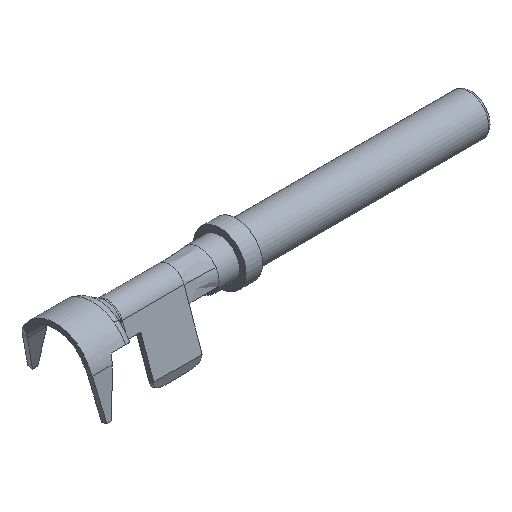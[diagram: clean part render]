
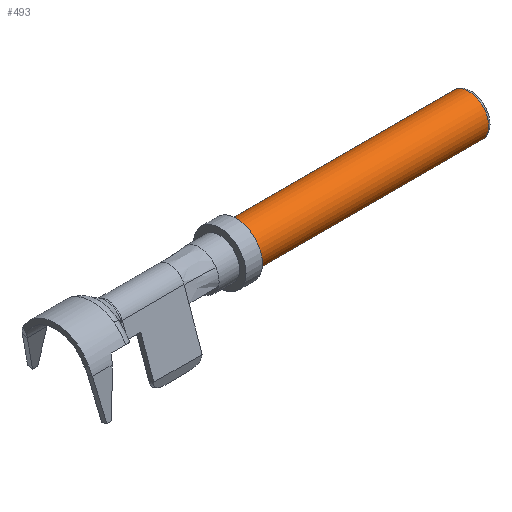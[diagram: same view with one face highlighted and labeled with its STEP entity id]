
A CAD part, isometric view. The second image highlights one B-rep face of the part: STEP entity #493.
In plain terms, the highlighted cylindrical face has radius 0.98 mm (diameter 1.96 mm), a full revolution.
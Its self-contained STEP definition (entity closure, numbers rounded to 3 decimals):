
#95=FACE_BOUND('',#851,.T.);
#96=FACE_BOUND('',#852,.T.);
#493=ADVANCED_FACE('',(#95,#96),#539,.T.);
#539=CYLINDRICAL_SURFACE('',#2895,0.98);
#851=EDGE_LOOP('',(#1664));
#852=EDGE_LOOP('',(#1665));
#934=CIRCLE('',#2893,0.98);
#935=CIRCLE('',#2894,0.98);
#1664=ORIENTED_EDGE('',*,*,#2299,.F.);
#1665=ORIENTED_EDGE('',*,*,#2300,.T.);
#1920=VERTEX_POINT('',#6065);
#1921=VERTEX_POINT('',#6067);
#2299=EDGE_CURVE('',#1920,#1920,#934,.T.);
#2300=EDGE_CURVE('',#1921,#1921,#935,.T.);
#2893=AXIS2_PLACEMENT_3D('',#6064,#3478,#3479);
#2894=AXIS2_PLACEMENT_3D('',#6066,#3480,#3481);
#2895=AXIS2_PLACEMENT_3D('',#6068,#3482,#3483);
#3478=DIRECTION('',(1.,0.,0.));
#3479=DIRECTION('',(0.,0.,-1.));
#3480=DIRECTION('',(1.,0.,0.));
#3481=DIRECTION('',(0.,0.,-1.));
#3482=DIRECTION('',(1.,0.,0.));
#3483=DIRECTION('',(0.,0.,1.));
#6064=CARTESIAN_POINT('',(12.1,0.,0.));
#6065=CARTESIAN_POINT('',(12.1,0.,-0.98));
#6066=CARTESIAN_POINT('',(1.,0.,0.));
#6067=CARTESIAN_POINT('',(1.,0.,-0.98));
#6068=CARTESIAN_POINT('',(0.438,0.,0.));
